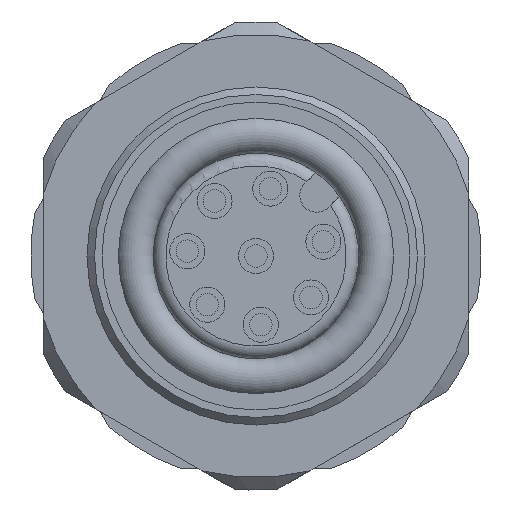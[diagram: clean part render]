
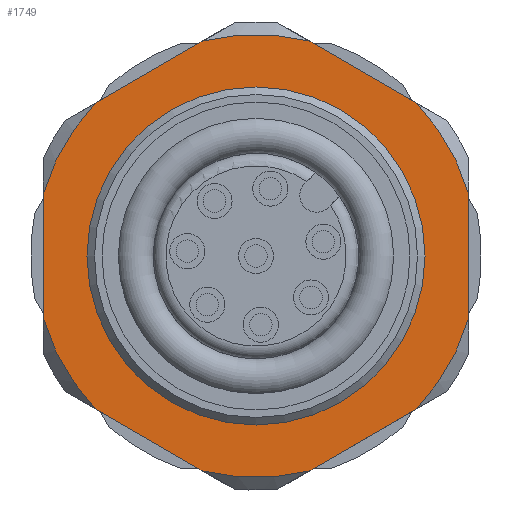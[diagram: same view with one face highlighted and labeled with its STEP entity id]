
A CAD part, front view. The second image highlights one B-rep face of the part: STEP entity #1749.
In plain terms, the highlighted planar face has unit normal (0, -1, 0).
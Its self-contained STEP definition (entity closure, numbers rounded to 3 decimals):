
#224=PLANE('',#2405);
#300=LINE('',#3466,#380);
#301=LINE('',#3471,#381);
#302=LINE('',#3475,#382);
#303=LINE('',#3479,#383);
#304=LINE('',#3483,#384);
#305=LINE('',#3487,#385);
#380=VECTOR('',#2731,1.);
#381=VECTOR('',#2734,1.);
#382=VECTOR('',#2737,1.);
#383=VECTOR('',#2740,1.);
#384=VECTOR('',#2743,1.);
#385=VECTOR('',#2746,1.);
#460=EDGE_LOOP('',(#764));
#461=EDGE_LOOP('',(#765,#766,#767,#768,#769,#770,#771,#772,#773,#774,#775,
#776));
#764=ORIENTED_EDGE('',*,*,#1296,.T.);
#765=ORIENTED_EDGE('',*,*,#1297,.F.);
#766=ORIENTED_EDGE('',*,*,#1298,.F.);
#767=ORIENTED_EDGE('',*,*,#1299,.F.);
#768=ORIENTED_EDGE('',*,*,#1300,.F.);
#769=ORIENTED_EDGE('',*,*,#1301,.F.);
#770=ORIENTED_EDGE('',*,*,#1302,.F.);
#771=ORIENTED_EDGE('',*,*,#1303,.F.);
#772=ORIENTED_EDGE('',*,*,#1304,.F.);
#773=ORIENTED_EDGE('',*,*,#1305,.F.);
#774=ORIENTED_EDGE('',*,*,#1306,.F.);
#775=ORIENTED_EDGE('',*,*,#1307,.F.);
#776=ORIENTED_EDGE('',*,*,#1308,.F.);
#1296=EDGE_CURVE('',#2177,#2177,#1562,.T.);
#1297=EDGE_CURVE('',#2178,#2179,#300,.T.);
#1298=EDGE_CURVE('',#2180,#2178,#1563,.T.);
#1299=EDGE_CURVE('',#2181,#2180,#301,.T.);
#1300=EDGE_CURVE('',#2182,#2181,#1564,.T.);
#1301=EDGE_CURVE('',#2183,#2182,#302,.T.);
#1302=EDGE_CURVE('',#2184,#2183,#1565,.T.);
#1303=EDGE_CURVE('',#2185,#2184,#303,.T.);
#1304=EDGE_CURVE('',#2186,#2185,#1566,.T.);
#1305=EDGE_CURVE('',#2187,#2186,#304,.T.);
#1306=EDGE_CURVE('',#2188,#2187,#1567,.T.);
#1307=EDGE_CURVE('',#2189,#2188,#305,.T.);
#1308=EDGE_CURVE('',#2179,#2189,#1568,.T.);
#1562=CIRCLE('',#2398,6.75);
#1563=CIRCLE('',#2399,8.85);
#1564=CIRCLE('',#2400,8.85);
#1565=CIRCLE('',#2401,8.85);
#1566=CIRCLE('',#2402,8.85);
#1567=CIRCLE('',#2403,8.85);
#1568=CIRCLE('',#2404,8.85);
#1749=ADVANCED_FACE('',(#1933,#1934),#224,.F.);
#1933=FACE_BOUND('',#460,.T.);
#1934=FACE_BOUND('',#461,.T.);
#2177=VERTEX_POINT('',#3465);
#2178=VERTEX_POINT('',#3467);
#2179=VERTEX_POINT('',#3468);
#2180=VERTEX_POINT('',#3470);
#2181=VERTEX_POINT('',#3472);
#2182=VERTEX_POINT('',#3474);
#2183=VERTEX_POINT('',#3476);
#2184=VERTEX_POINT('',#3478);
#2185=VERTEX_POINT('',#3480);
#2186=VERTEX_POINT('',#3482);
#2187=VERTEX_POINT('',#3484);
#2188=VERTEX_POINT('',#3486);
#2189=VERTEX_POINT('',#3488);
#2398=AXIS2_PLACEMENT_3D('',#3464,#2729,#2730);
#2399=AXIS2_PLACEMENT_3D('',#3469,#2732,#2733);
#2400=AXIS2_PLACEMENT_3D('',#3473,#2735,#2736);
#2401=AXIS2_PLACEMENT_3D('',#3477,#2738,#2739);
#2402=AXIS2_PLACEMENT_3D('',#3481,#2741,#2742);
#2403=AXIS2_PLACEMENT_3D('',#3485,#2744,#2745);
#2404=AXIS2_PLACEMENT_3D('',#3489,#2747,#2748);
#2405=AXIS2_PLACEMENT_3D('',#3490,#2749,#2750);
#2729=DIRECTION('',(0.,1.,0.));
#2730=DIRECTION('',(0.5,0.,-0.866));
#2731=DIRECTION('',(0.866,0.,-0.5));
#2732=DIRECTION('',(0.,1.,0.));
#2733=DIRECTION('',(0.5,0.,-0.866));
#2734=DIRECTION('',(0.866,0.,0.5));
#2735=DIRECTION('',(0.,1.,0.));
#2736=DIRECTION('',(0.5,0.,-0.866));
#2737=DIRECTION('',(0.,0.,1.));
#2738=DIRECTION('',(0.,1.,0.));
#2739=DIRECTION('',(0.5,0.,-0.866));
#2740=DIRECTION('',(-0.866,0.,0.5));
#2741=DIRECTION('',(0.,1.,0.));
#2742=DIRECTION('',(0.5,0.,-0.866));
#2743=DIRECTION('',(-0.866,0.,-0.5));
#2744=DIRECTION('',(0.,1.,0.));
#2745=DIRECTION('',(0.5,0.,-0.866));
#2746=DIRECTION('',(0.,0.,-1.));
#2747=DIRECTION('',(0.,1.,0.));
#2748=DIRECTION('',(0.5,0.,-0.866));
#2749=DIRECTION('',(0.,1.,0.));
#2750=DIRECTION('',(0.5,0.,-0.866));
#3464=CARTESIAN_POINT('',(0.,6.5,0.));
#3465=CARTESIAN_POINT('',(3.375,6.5,-5.846));
#3466=CARTESIAN_POINT('',(1.327,6.5,9.049));
#3467=CARTESIAN_POINT('',(2.116,6.5,8.593));
#3468=CARTESIAN_POINT('',(6.384,6.5,6.129));
#3469=CARTESIAN_POINT('',(0.,6.5,0.));
#3470=CARTESIAN_POINT('',(-2.116,6.5,8.593));
#3471=CARTESIAN_POINT('',(-10.096,6.5,3.986));
#3472=CARTESIAN_POINT('',(-6.384,6.5,6.129));
#3473=CARTESIAN_POINT('',(0.,6.5,0.));
#3474=CARTESIAN_POINT('',(-8.5,6.5,2.464));
#3475=CARTESIAN_POINT('',(-8.5,6.5,-3.375));
#3476=CARTESIAN_POINT('',(-8.5,6.5,-2.464));
#3477=CARTESIAN_POINT('',(0.,6.5,0.));
#3478=CARTESIAN_POINT('',(-6.384,6.5,-6.129));
#3479=CARTESIAN_POINT('',(-7.173,6.5,-5.674));
#3480=CARTESIAN_POINT('',(-2.116,6.5,-8.593));
#3481=CARTESIAN_POINT('',(0.,6.5,0.));
#3482=CARTESIAN_POINT('',(2.116,6.5,-8.593));
#3483=CARTESIAN_POINT('',(-1.596,6.5,-10.736));
#3484=CARTESIAN_POINT('',(6.384,6.5,-6.129));
#3485=CARTESIAN_POINT('',(0.,6.5,0.));
#3486=CARTESIAN_POINT('',(8.5,6.5,-2.464));
#3487=CARTESIAN_POINT('',(8.5,6.5,-3.375));
#3488=CARTESIAN_POINT('',(8.5,6.5,2.464));
#3489=CARTESIAN_POINT('',(0.,6.5,0.));
#3490=CARTESIAN_POINT('',(-5.846,6.5,-3.375));
